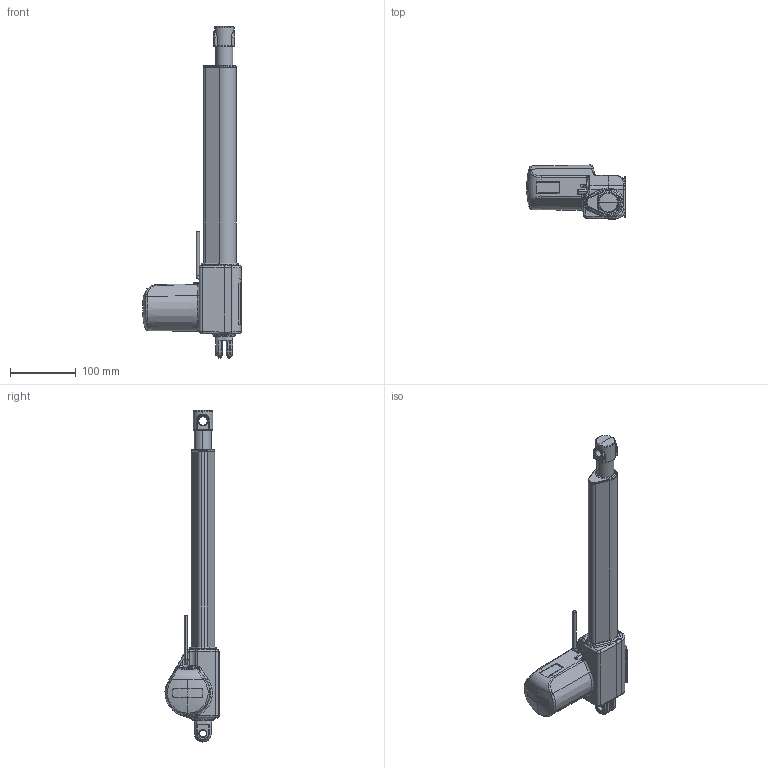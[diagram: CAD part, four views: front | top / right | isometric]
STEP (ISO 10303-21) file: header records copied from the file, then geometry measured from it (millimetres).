
FILE_DESCRIPTION (( 'STEP AP203' ), '1' );
FILE_NAME ('TA6-with short motor cover and inner tube cap.STEP', '2014-03-04T02:02:30', ( '' ), ( '' ), 'SwSTEP 2.0', 'SolidWorks 2010', '' );
FILE_SCHEMA (( 'CONFIG_CONTROL_DESIGN' ));
Length unit declared in the file: millimetre
Products named in the file (1): TA6-with short motor cover and inner tube cap
Bounding box: 150.34 x 82.19 x 505.2 mm (x, y, z)
Volume: 1182594 mm3; surface area: 108908.5 mm2
Topology: 2 solids, 3 shells, 414 faces, 997 edges, 586 vertices
Faces by surface type: cylinder 140, plane 98, bspline 79, torus 65, cone 19, sphere 13
Entity records: 25621 total; most frequent: CARTESIAN_POINT 16533, ORIENTED_EDGE 1974, DIRECTION 1797, EDGE_CURVE 987, AXIS2_PLACEMENT_3D 734, VERTEX_POINT 586, EDGE_LOOP 427, FACE_OUTER_BOUND 414
